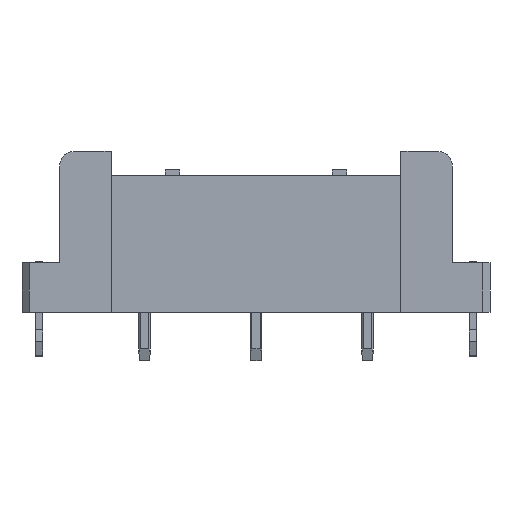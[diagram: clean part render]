
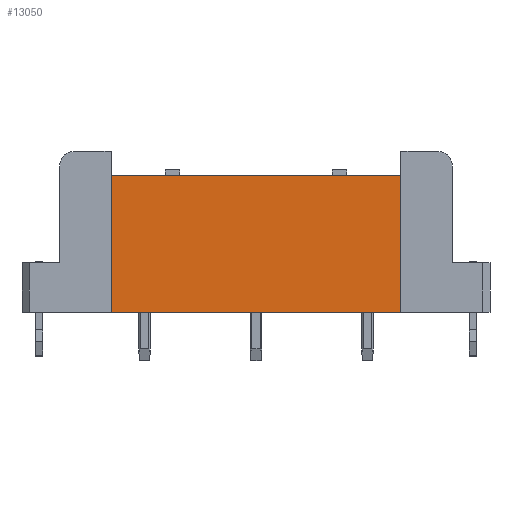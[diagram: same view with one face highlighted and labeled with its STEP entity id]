
A CAD part, front view. The second image highlights one B-rep face of the part: STEP entity #13050.
In plain terms, the highlighted planar face has unit normal (0, -1, 0).
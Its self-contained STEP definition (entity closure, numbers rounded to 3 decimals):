
#11770=CARTESIAN_POINT('',(-9.9,-3.2,
9.35));
#11780=VERTEX_POINT('',#11770);
#11810=CARTESIAN_POINT('',(-9.9,-3.2,6.6));
#11820=DIRECTION('',(-0.,0.,-1.));
#11830=VECTOR('',#11820,1.);
#11840=LINE('',#11810,#11830);
#11850=CARTESIAN_POINT('',(-9.9,-3.2,0.));
#11860=VERTEX_POINT('',#11850);
#11870=EDGE_CURVE('',#11780,#11860,#11840,.T.);
#12750=CARTESIAN_POINT('',(10.395,-3.2,9.584));
#12760=DIRECTION('',(-0.,-1.,-0.));
#12770=DIRECTION('',(-1.,0.,0.));
#12780=AXIS2_PLACEMENT_3D('',#12750,#12760,#12770);
#12790=PLANE('',#12780);
#12800=CARTESIAN_POINT('',(9.9,-3.2,6.6));
#12810=DIRECTION('',(0.,0.,1.));
#12820=VECTOR('',#12810,1.);
#12830=LINE('',#12800,#12820);
#12840=CARTESIAN_POINT('',(9.9,-3.2,0.));
#12850=VERTEX_POINT('',#12840);
#12860=CARTESIAN_POINT('',(9.9,-3.2,
9.35));
#12870=VERTEX_POINT('',#12860);
#12880=EDGE_CURVE('',#12850,#12870,#12830,.T.);
#12890=ORIENTED_EDGE('',*,*,#12880,.T.);
#12900=CARTESIAN_POINT('',(-26.38,-3.2,0.));
#12910=DIRECTION('',(-1.,0.,0.));
#12920=VECTOR('',#12910,1.);
#12930=LINE('',#12900,#12920);
#12940=EDGE_CURVE('',#12850,#11860,#12930,.T.);
#12950=ORIENTED_EDGE('',*,*,#12940,.F.);
#12960=ORIENTED_EDGE('',*,*,#11870,.T.);
#12970=CARTESIAN_POINT('',(-26.38,-3.2,9.35));
#12980=DIRECTION('',(1.,0.,0.));
#12990=VECTOR('',#12980,1.);
#13000=LINE('',#12970,#12990);
#13010=EDGE_CURVE('',#11780,#12870,#13000,.T.);
#13020=ORIENTED_EDGE('',*,*,#13010,.F.);
#13030=EDGE_LOOP('',(#13020,#12960,#12950,#12890));
#13040=FACE_OUTER_BOUND('',#13030,.T.);
#13050=ADVANCED_FACE('',(#13040),#12790,.T.);
